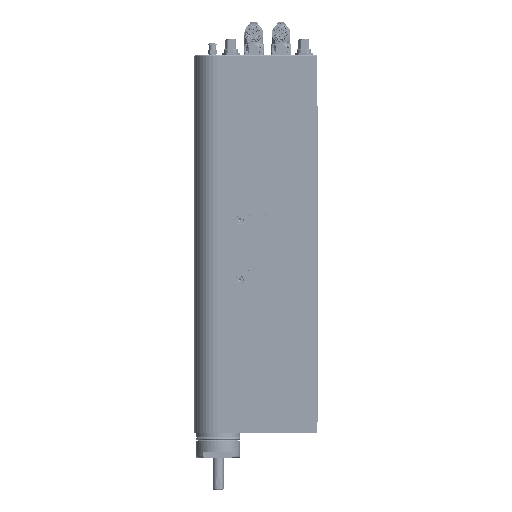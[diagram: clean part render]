
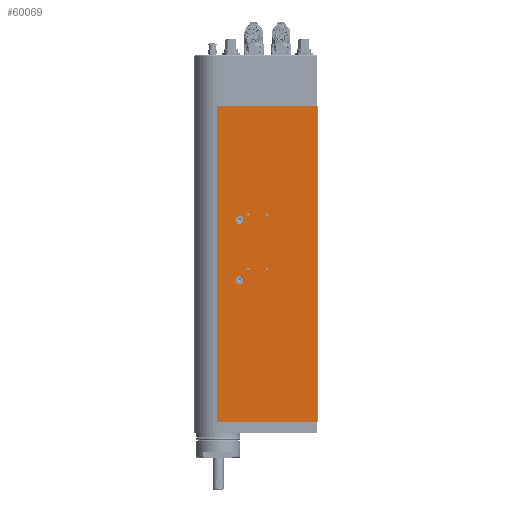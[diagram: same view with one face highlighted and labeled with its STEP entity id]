
A CAD part, front view. The second image highlights one B-rep face of the part: STEP entity #60069.
In plain terms, the highlighted planar face has unit normal (0, -1, 0).
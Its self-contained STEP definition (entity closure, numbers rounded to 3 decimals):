
#4000 = VERTEX_POINT ( 'NONE', #109782 ) ;
#5665 = VECTOR ( 'NONE', #178060, 1000. ) ;
#5744 = ORIENTED_EDGE ( 'NONE', *, *, #70754, .F. ) ;
#6126 = EDGE_LOOP ( 'NONE', ( #99246, #61403, #117300, #37238 ) ) ;
#7113 = CARTESIAN_POINT ( 'NONE',  ( -67.5, -25., 0. ) ) ;
#11922 = DIRECTION ( 'NONE',  ( 0., 0., 1. ) ) ;
#13760 = DIRECTION ( 'NONE',  ( 0., 0., -1. ) ) ;
#14112 = CARTESIAN_POINT ( 'NONE',  ( 67., -25., 347. ) ) ;
#16260 = EDGE_LOOP ( 'NONE', ( #158444 ) ) ;
#19531 = ORIENTED_EDGE ( 'NONE', *, *, #21733, .F. ) ;
#20007 = CARTESIAN_POINT ( 'NONE',  ( -18., -25., 222. ) ) ;
#21733 = EDGE_CURVE ( 'NONE', #90775, #90775, #150511, .T. ) ;
#22426 = VECTOR ( 'NONE', #11922, 1000. ) ;
#23045 = CARTESIAN_POINT ( 'NONE',  ( 12., -25., 166.35 ) ) ;
#23199 = PLANE ( 'NONE',  #163727 ) ;
#26839 = AXIS2_PLACEMENT_3D ( 'NONE', #37203, #87442, #55708 ) ;
#32485 = EDGE_LOOP ( 'NONE', ( #120961 ) ) ;
#33733 = DIRECTION ( 'NONE',  ( 0., 0., -1. ) ) ;
#34352 = ORIENTED_EDGE ( 'NONE', *, *, #89631, .F. ) ;
#37203 = CARTESIAN_POINT ( 'NONE',  ( -8., -25., 168. ) ) ;
#37238 = ORIENTED_EDGE ( 'NONE', *, *, #164181, .T. ) ;
#39320 = VERTEX_POINT ( 'NONE', #133302 ) ;
#42322 = VERTEX_POINT ( 'NONE', #117090 ) ;
#42620 = VERTEX_POINT ( 'NONE', #145457 ) ;
#44190 = CARTESIAN_POINT ( 'NONE',  ( -18., -25., 151.6 ) ) ;
#44284 = VERTEX_POINT ( 'NONE', #111049 ) ;
#44454 = EDGE_CURVE ( 'NONE', #39320, #42322, #189560, .T. ) ;
#55708 = DIRECTION ( 'NONE',  ( 0., 0., -1. ) ) ;
#59418 = DIRECTION ( 'NONE',  ( 0., -1., 0. ) ) ;
#60069 = ADVANCED_FACE ( 'NONE', ( #160364, #127554, #189298, #200536, #154477, #204575, #116555 ), #23199, .F. ) ;
#61403 = ORIENTED_EDGE ( 'NONE', *, *, #83427, .T. ) ;
#63593 = EDGE_CURVE ( 'NONE', #44284, #44284, #115336, .T. ) ;
#66187 = CARTESIAN_POINT ( 'NONE',  ( -67.5, -25., 347. ) ) ;
#67472 = EDGE_LOOP ( 'NONE', ( #5744 ) ) ;
#70754 = EDGE_CURVE ( 'NONE', #203628, #203628, #86067, .T. ) ;
#71273 = DIRECTION ( 'NONE',  ( 0., -1., 0. ) ) ;
#73527 = CIRCLE ( 'NONE', #143581, 4.4 ) ;
#74767 = DIRECTION ( 'NONE',  ( 0., 0., -1. ) ) ;
#80972 = CARTESIAN_POINT ( 'NONE',  ( -42.5, -25., 347. ) ) ;
#83427 = EDGE_CURVE ( 'NONE', #42322, #170172, #161708, .T. ) ;
#86067 = CIRCLE ( 'NONE', #26839, 1.65 ) ;
#86669 = CARTESIAN_POINT ( 'NONE',  ( 67., -25., 347. ) ) ;
#86679 = EDGE_LOOP ( 'NONE', ( #19531 ) ) ;
#87442 = DIRECTION ( 'NONE',  ( 0., -1., 0. ) ) ;
#89631 = EDGE_CURVE ( 'NONE', #187479, #187479, #201467, .T. ) ;
#90775 = VERTEX_POINT ( 'NONE', #23045 ) ;
#91127 = CIRCLE ( 'NONE', #94561, 1.65 ) ;
#94561 = AXIS2_PLACEMENT_3D ( 'NONE', #162436, #97888, #13760 ) ;
#95541 = EDGE_CURVE ( 'NONE', #177558, #177558, #73527, .T. ) ;
#97888 = DIRECTION ( 'NONE',  ( 0., -1., 0. ) ) ;
#99246 = ORIENTED_EDGE ( 'NONE', *, *, #44454, .T. ) ;
#101457 = CARTESIAN_POINT ( 'NONE',  ( 12., -25., 168. ) ) ;
#105503 = CARTESIAN_POINT ( 'NONE',  ( -18., -25., 217.6 ) ) ;
#109782 = CARTESIAN_POINT ( 'NONE',  ( -42.5, -25., 347. ) ) ;
#111049 = CARTESIAN_POINT ( 'NONE',  ( -8., -25., 226.35 ) ) ;
#115336 = CIRCLE ( 'NONE', #192445, 1.65 ) ;
#116555 = FACE_OUTER_BOUND ( 'NONE', #6126, .T. ) ;
#117090 = CARTESIAN_POINT ( 'NONE',  ( 67., -25., 0. ) ) ;
#117300 = ORIENTED_EDGE ( 'NONE', *, *, #117561, .F. ) ;
#117561 = EDGE_CURVE ( 'NONE', #4000, #170172, #142147, .T. ) ;
#120961 = ORIENTED_EDGE ( 'NONE', *, *, #63593, .F. ) ;
#127554 = FACE_BOUND ( 'NONE', #32485, .T. ) ;
#129989 = EDGE_LOOP ( 'NONE', ( #34352 ) ) ;
#130723 = EDGE_LOOP ( 'NONE', ( #191222 ) ) ;
#133113 = DIRECTION ( 'NONE',  ( 0., -1., 0. ) ) ;
#133302 = CARTESIAN_POINT ( 'NONE',  ( -42.5, -25., 0. ) ) ;
#133505 = LINE ( 'NONE', #80972, #171914 ) ;
#134852 = VECTOR ( 'NONE', #191739, 1000. ) ;
#135440 = DIRECTION ( 'NONE',  ( 0., -1., 0. ) ) ;
#142147 = LINE ( 'NONE', #208614, #5665 ) ;
#143581 = AXIS2_PLACEMENT_3D ( 'NONE', #151664, #133113, #199628 ) ;
#145457 = CARTESIAN_POINT ( 'NONE',  ( 12., -25., 226.35 ) ) ;
#150511 = CIRCLE ( 'NONE', #185329, 1.65 ) ;
#151664 = CARTESIAN_POINT ( 'NONE',  ( -18., -25., 156. ) ) ;
#154477 = FACE_BOUND ( 'NONE', #129989, .T. ) ;
#157968 = CARTESIAN_POINT ( 'NONE',  ( -8., -25., 228. ) ) ;
#158444 = ORIENTED_EDGE ( 'NONE', *, *, #184114, .F. ) ;
#160364 = FACE_BOUND ( 'NONE', #67472, .T. ) ;
#161708 = LINE ( 'NONE', #14112, #22426 ) ;
#162436 = CARTESIAN_POINT ( 'NONE',  ( 12., -25., 228. ) ) ;
#163727 = AXIS2_PLACEMENT_3D ( 'NONE', #66187, #183154, #171889 ) ;
#164181 = EDGE_CURVE ( 'NONE', #4000, #39320, #133505, .T. ) ;
#166709 = AXIS2_PLACEMENT_3D ( 'NONE', #20007, #71273, #200321 ) ;
#170172 = VERTEX_POINT ( 'NONE', #86669 ) ;
#171889 = DIRECTION ( 'NONE',  ( 0., 0., 1. ) ) ;
#171914 = VECTOR ( 'NONE', #196769, 1000. ) ;
#177558 = VERTEX_POINT ( 'NONE', #44190 ) ;
#178060 = DIRECTION ( 'NONE',  ( 1., 0., 0. ) ) ;
#183044 = CARTESIAN_POINT ( 'NONE',  ( -8., -25., 166.35 ) ) ;
#183154 = DIRECTION ( 'NONE',  ( 0., 1., 0. ) ) ;
#184114 = EDGE_CURVE ( 'NONE', #42620, #42620, #91127, .T. ) ;
#185329 = AXIS2_PLACEMENT_3D ( 'NONE', #101457, #135440, #33733 ) ;
#187479 = VERTEX_POINT ( 'NONE', #105503 ) ;
#189298 = FACE_BOUND ( 'NONE', #86679, .T. ) ;
#189560 = LINE ( 'NONE', #7113, #134852 ) ;
#191222 = ORIENTED_EDGE ( 'NONE', *, *, #95541, .F. ) ;
#191739 = DIRECTION ( 'NONE',  ( 1., 0., 0. ) ) ;
#192445 = AXIS2_PLACEMENT_3D ( 'NONE', #157968, #59418, #74767 ) ;
#196769 = DIRECTION ( 'NONE',  ( 0., 0., -1. ) ) ;
#199628 = DIRECTION ( 'NONE',  ( 0., 0., -1. ) ) ;
#200321 = DIRECTION ( 'NONE',  ( 0., 0., -1. ) ) ;
#200536 = FACE_BOUND ( 'NONE', #16260, .T. ) ;
#201467 = CIRCLE ( 'NONE', #166709, 4.4 ) ;
#203628 = VERTEX_POINT ( 'NONE', #183044 ) ;
#204575 = FACE_BOUND ( 'NONE', #130723, .T. ) ;
#208614 = CARTESIAN_POINT ( 'NONE',  ( -67.5, -25., 347. ) ) ;
